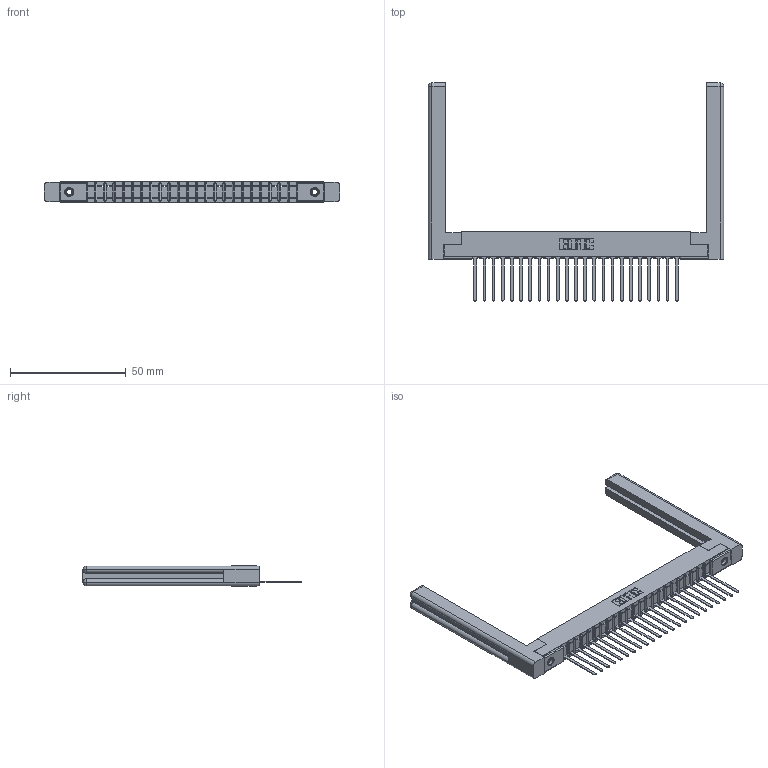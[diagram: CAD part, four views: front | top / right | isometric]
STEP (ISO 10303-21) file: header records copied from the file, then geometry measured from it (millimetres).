
FILE_DESCRIPTION (( 'STEP AP203' ), '1' );
FILE_NAME ('307-023-445-158.STEP', '2020-09-27T08:12:07', ( '' ), ( '' ), 'SwSTEP 2.0', 'SolidWorks 2020', '' );
FILE_SCHEMA (( 'CONFIG_CONTROL_DESIGN' ));
Length unit declared in the file: inch
Products named in the file (5): 345-250-001_345-250-001-102; 307-023-445-158; 307 Part_.156 Dia Mounting Holes; 307-220-058; 307-290-001_545
Assembly tree (28 placements, depth 2):
  307-023-445-158
    307 Part_.156 Dia Mounting Holes
    307-290-001_545  x23
    307-220-058  x2
    345-250-001_345-250-001-102  x2
Bounding box: 127.76 x 94.31 x 8.71 mm (x, y, z)
Volume: 15875.2 mm3; surface area: 18585.7 mm2
Topology: 28 solids, 28 shells, 1572 faces, 4403 edges, 2826 vertices
Faces by surface type: plane 1005, cylinder 495, sphere 48, torus 12, cone 12
Entity records: 24661 total; most frequent: CARTESIAN_POINT 4155, ORIENTED_EDGE 4080, DIRECTION 4012, EDGE_CURVE 2040, LINE 1554, VECTOR 1554, VERTEX_POINT 1318, AXIS2_PLACEMENT_3D 1229
